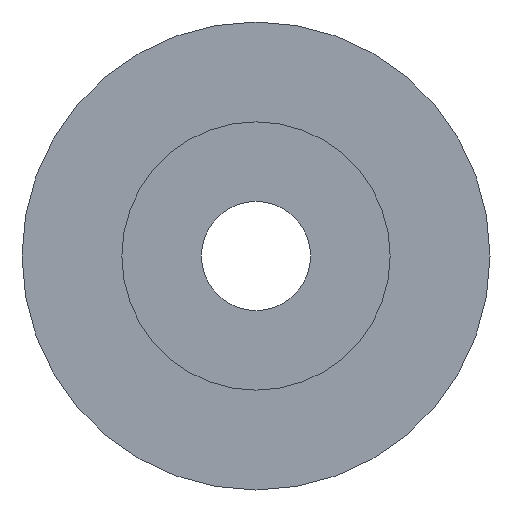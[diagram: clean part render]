
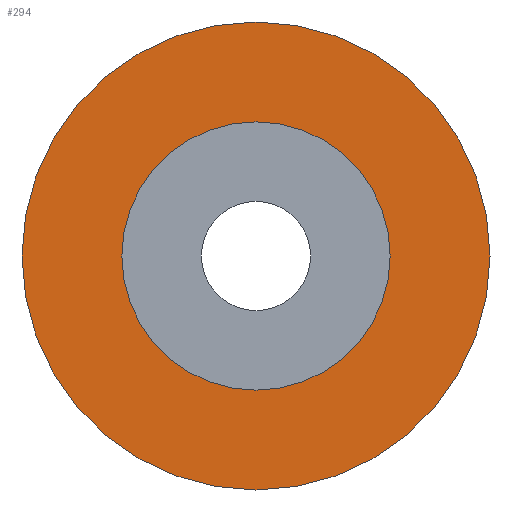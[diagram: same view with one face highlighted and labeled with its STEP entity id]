
A CAD part, left-side view. The second image highlights one B-rep face of the part: STEP entity #294.
In plain terms, the highlighted planar face has unit normal (-1, 0, 0).
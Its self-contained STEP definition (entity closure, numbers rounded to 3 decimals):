
#20=FACE_BOUND('',#48,.T.);
#23=PLANE('',#343);
#30=FACE_OUTER_BOUND('',#47,.T.);
#47=EDGE_LOOP('',(#218,#219));
#48=EDGE_LOOP('',(#220,#221));
#97=CIRCLE('',#341,15.);
#98=CIRCLE('',#342,15.);
#99=CIRCLE('',#344,8.6);
#100=CIRCLE('',#345,8.6);
#128=VERTEX_POINT('',#512);
#129=VERTEX_POINT('',#513);
#130=VERTEX_POINT('',#518);
#131=VERTEX_POINT('',#519);
#162=EDGE_CURVE('',#128,#129,#97,.T.);
#163=EDGE_CURVE('',#129,#128,#98,.T.);
#165=EDGE_CURVE('',#130,#131,#99,.T.);
#166=EDGE_CURVE('',#131,#130,#100,.T.);
#218=ORIENTED_EDGE('',*,*,#162,.T.);
#219=ORIENTED_EDGE('',*,*,#163,.T.);
#220=ORIENTED_EDGE('',*,*,#165,.F.);
#221=ORIENTED_EDGE('',*,*,#166,.F.);
#294=ADVANCED_FACE('',(#30,#20),#23,.T.);
#341=AXIS2_PLACEMENT_3D('',#514,#409,#410);
#342=AXIS2_PLACEMENT_3D('',#515,#411,#412);
#343=AXIS2_PLACEMENT_3D('',#517,#414,#415);
#344=AXIS2_PLACEMENT_3D('',#520,#416,#417);
#345=AXIS2_PLACEMENT_3D('',#521,#418,#419);
#409=DIRECTION('center_axis',(-1.,0.,0.));
#410=DIRECTION('ref_axis',(0.,0.,1.));
#411=DIRECTION('center_axis',(-1.,0.,0.));
#412=DIRECTION('ref_axis',(0.,0.,1.));
#414=DIRECTION('center_axis',(-1.,0.,0.));
#415=DIRECTION('ref_axis',(0.,0.,1.));
#416=DIRECTION('center_axis',(-1.,0.,0.));
#417=DIRECTION('ref_axis',(0.,0.,1.));
#418=DIRECTION('center_axis',(-1.,0.,0.));
#419=DIRECTION('ref_axis',(0.,0.,1.));
#512=CARTESIAN_POINT('',(-40.,-15.,0.));
#513=CARTESIAN_POINT('',(-40.,15.,0.));
#514=CARTESIAN_POINT('Origin',(-40.,0.,0.));
#515=CARTESIAN_POINT('Origin',(-40.,0.,0.));
#517=CARTESIAN_POINT('Origin',(-40.,-8.6,0.));
#518=CARTESIAN_POINT('',(-40.,-8.6,0.));
#519=CARTESIAN_POINT('',(-40.,8.6,0.));
#520=CARTESIAN_POINT('Origin',(-40.,0.,0.));
#521=CARTESIAN_POINT('Origin',(-40.,0.,0.));
